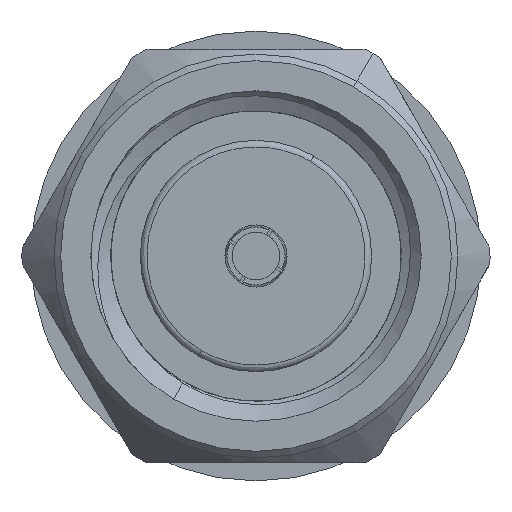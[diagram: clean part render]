
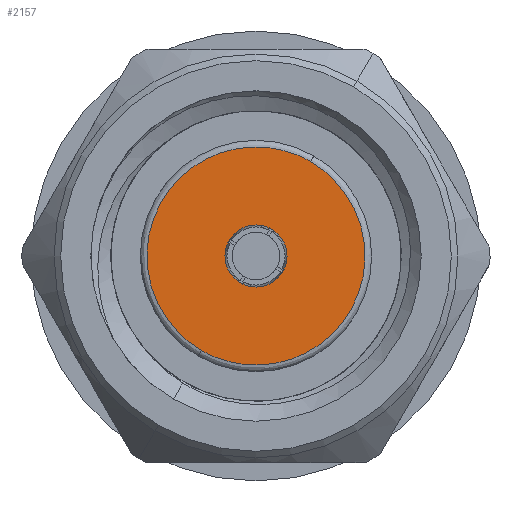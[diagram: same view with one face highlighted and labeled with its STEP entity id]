
A CAD part, left-side view. The second image highlights one B-rep face of the part: STEP entity #2157.
In plain terms, the highlighted planar face has unit normal (-1, 0, 0).
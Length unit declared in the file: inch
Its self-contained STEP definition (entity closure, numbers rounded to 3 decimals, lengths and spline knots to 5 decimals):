
#10 = ORIENTED_EDGE ( 'NONE', *, *, #2287, .F. ) ;
#53 = DIRECTION ( 'NONE',  ( 1., 0., 0. ) ) ;
#243 = CARTESIAN_POINT ( 'NONE',  ( 0.11, 0.04125, -0.07145 ) ) ;
#347 = CARTESIAN_POINT ( 'NONE',  ( 0.11, 0., 0. ) ) ;
#388 = CARTESIAN_POINT ( 'NONE',  ( 0.11, 0., 0. ) ) ;
#389 = PLANE ( 'NONE',  #2633 ) ;
#558 = CARTESIAN_POINT ( 'NONE',  ( 0.11, -0.04125, 0.07145 ) ) ;
#620 = VERTEX_POINT ( 'NONE', #813 ) ;
#651 = EDGE_LOOP ( 'NONE', ( #4221, #834 ) ) ;
#774 = FACE_BOUND ( 'NONE', #651, .T. ) ;
#813 = CARTESIAN_POINT ( 'NONE',  ( 0.11, -0.01175, 0.02035 ) ) ;
#834 = ORIENTED_EDGE ( 'NONE', *, *, #1583, .F. ) ;
#901 = CARTESIAN_POINT ( 'NONE',  ( 0.11, -0.10164, -0.15395 ) ) ;
#1232 = DIRECTION ( 'NONE',  ( 0., 1., 0. ) ) ;
#1299 =( BOUNDED_CURVE ( )  B_SPLINE_CURVE ( 3, ( #243, #2056, #2729, #558 ),
 .UNSPECIFIED., .F., .F. ) 
 B_SPLINE_CURVE_WITH_KNOTS ( ( 4, 4 ),
 ( 0., 1. ),
 .UNSPECIFIED. ) 
 CURVE ( )  GEOMETRIC_REPRESENTATION_ITEM ( )  RATIONAL_B_SPLINE_CURVE ( ( 1., 0.333, 0.333, 1. ) ) 
 REPRESENTATION_ITEM ( '' )  );
#1341 = VERTEX_POINT ( 'NONE', #1927 ) ;
#1583 = EDGE_CURVE ( 'NONE', #620, #3350, #2579, .T. ) ;
#1744 = CARTESIAN_POINT ( 'NONE',  ( 0.11, -0.04125, 0.07145 ) ) ;
#1753 = DIRECTION ( 'NONE',  ( -1., 0., 0. ) ) ;
#1754 = CARTESIAN_POINT ( 'NONE',  ( 0.11, 0., 0. ) ) ;
#1817 = CARTESIAN_POINT ( 'NONE',  ( 0.11, 0.04125, -0.07145 ) ) ;
#1927 = CARTESIAN_POINT ( 'NONE',  ( 0.11, 0.04125, -0.07145 ) ) ;
#1947 = CARTESIAN_POINT ( 'NONE',  ( 0.11, 0.01175, -0.02035 ) ) ;
#2008 = DIRECTION ( 'NONE',  ( -1., 0., 0. ) ) ;
#2056 = CARTESIAN_POINT ( 'NONE',  ( 0.11, 0.18414, 0.01105 ) ) ;
#2157 = ADVANCED_FACE ( 'NONE', ( #3445, #774 ), #389, .F. ) ;
#2262 = EDGE_CURVE ( 'NONE', #3590, #1341, #2535, .T. ) ;
#2277 = CIRCLE ( 'NONE', #3414, 0.0235 ) ;
#2287 = EDGE_CURVE ( 'NONE', #1341, #3590, #1299, .T. ) ;
#2535 =( BOUNDED_CURVE ( )  B_SPLINE_CURVE ( 3, ( #3875, #2933, #901, #1817 ),
 .UNSPECIFIED., .F., .F. ) 
 B_SPLINE_CURVE_WITH_KNOTS ( ( 4, 4 ),
 ( 0., 1. ),
 .UNSPECIFIED. ) 
 CURVE ( )  GEOMETRIC_REPRESENTATION_ITEM ( )  RATIONAL_B_SPLINE_CURVE ( ( 1., 0.333, 0.333, 1. ) ) 
 REPRESENTATION_ITEM ( '' )  );
#2579 = CIRCLE ( 'NONE', #4153, 0.0235 ) ;
#2633 = AXIS2_PLACEMENT_3D ( 'NONE', #1754, #53, #1232 ) ;
#2729 = CARTESIAN_POINT ( 'NONE',  ( 0.11, 0.10164, 0.15395 ) ) ;
#2933 = CARTESIAN_POINT ( 'NONE',  ( 0.11, -0.18414, -0.01105 ) ) ;
#3095 = DIRECTION ( 'NONE',  ( 0., 0.5, -0.866 ) ) ;
#3166 = EDGE_CURVE ( 'NONE', #3350, #620, #2277, .T. ) ;
#3350 = VERTEX_POINT ( 'NONE', #1947 ) ;
#3414 = AXIS2_PLACEMENT_3D ( 'NONE', #388, #1753, #3717 ) ;
#3445 = FACE_OUTER_BOUND ( 'NONE', #3569, .T. ) ;
#3569 = EDGE_LOOP ( 'NONE', ( #10, #3911 ) ) ;
#3590 = VERTEX_POINT ( 'NONE', #1744 ) ;
#3717 = DIRECTION ( 'NONE',  ( 0., 0.5, -0.866 ) ) ;
#3875 = CARTESIAN_POINT ( 'NONE',  ( 0.11, -0.04125, 0.07145 ) ) ;
#3911 = ORIENTED_EDGE ( 'NONE', *, *, #2262, .F. ) ;
#4153 = AXIS2_PLACEMENT_3D ( 'NONE', #347, #2008, #3095 ) ;
#4221 = ORIENTED_EDGE ( 'NONE', *, *, #3166, .F. ) ;
